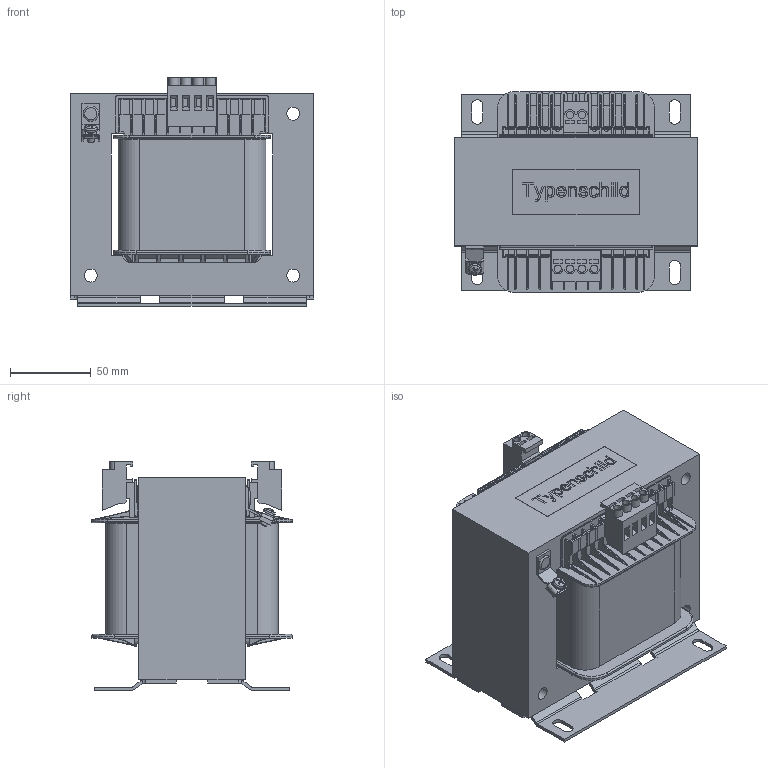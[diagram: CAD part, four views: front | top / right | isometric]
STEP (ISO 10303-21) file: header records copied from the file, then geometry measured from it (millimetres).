
FILE_DESCRIPTION(/* description */ (''),/* implementation_level */ '2;1');
FILE_NAME(/* name */ 'STEN_STEZ0.8.stp',/* time_stamp */ '2020-05-06T10:48:01+02:00',/* author */ ('TrapT'),/* organization */ (''),/* preprocessor_version */ 'ST-DEVELOPER v17.2',/* originating_system */ 'Autodesk Inventor 2019',/* authorisation */ '');
FILE_SCHEMA (('AUTOMOTIVE_DESIGN { 1 0 10303 214 3 1 1 }'));
Length unit declared in the file: millimetre
Products named in the file (1): Bauteil1
Bounding box: 150.3 x 124 x 141.25 mm (x, y, z)
Volume: 1511825.8 mm3; surface area: 272259.3 mm2
Topology: 2 solids, 2 shells, 1229 faces, 3562 edges, 2312 vertices
Faces by surface type: plane 701, cylinder 350, bspline 90, torus 76, cone 11, sphere 1
Full cylindrical faces by diameter (mm): 4 x1, 4.5 x6, 4.8 x1, 5 x1, 8 x4, 9.5 x1
Entity records: 42809 total; most frequent: CARTESIAN_POINT 8840, ORIENTED_EDGE 7114, DIRECTION 6544, EDGE_CURVE 3557, LINE 2474, VECTOR 2474, VERTEX_POINT 2312, AXIS2_PLACEMENT_3D 2035
